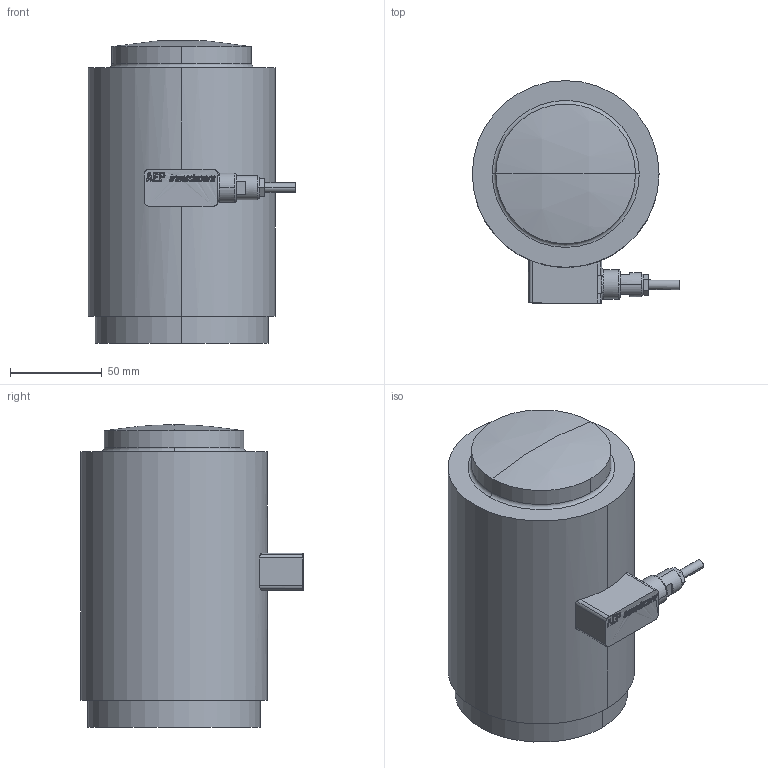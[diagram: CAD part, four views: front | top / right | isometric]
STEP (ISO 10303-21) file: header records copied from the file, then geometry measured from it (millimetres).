
FILE_DESCRIPTION(('STEP AP214'),'1');
FILE_NAME('CLS 30t-60t-100t.stp','2015-05-18T07:57:13',(' '),(' '),'Spatial InterOp 3D',' ',' ');
FILE_SCHEMA(('automotive_design'));
Length unit declared in the file: metre
Products named in the file (1): Box Copy
Bounding box: 112.82 x 121.12 x 164.59 mm (x, y, z)
Volume: 1276612.7 mm3; surface area: 71920.6 mm2
Topology: 1 solids, 1 shells, 307 faces, 884 edges, 620 vertices
Faces by surface type: plane 161, extrusion 85, cylinder 37, cone 10, torus 8, bspline 4, sphere 2
Entity records: 13597 total; most frequent: CARTESIAN_POINT 3371, ORIENTED_EDGE 1752, DIRECTION 1274, EDGE_CURVE 876, VERTEX_POINT 620, VECTOR 614, LINE 529, EDGE_LOOP 356
